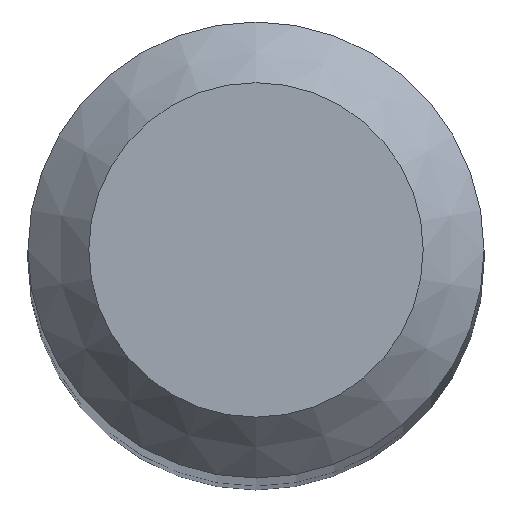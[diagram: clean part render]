
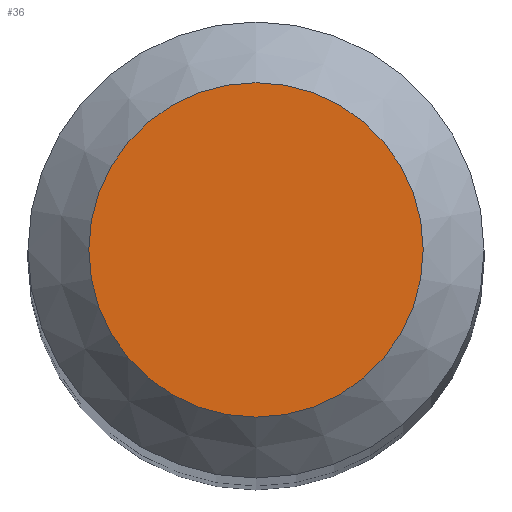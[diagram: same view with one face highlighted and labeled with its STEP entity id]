
A CAD part, top view. The second image highlights one B-rep face of the part: STEP entity #36.
In plain terms, the highlighted planar face has unit normal (0, 0, 1).
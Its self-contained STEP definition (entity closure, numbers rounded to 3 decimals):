
#10 = ORIENTED_EDGE ( 'NONE', *, *, #47, .F. ) ;
#11 = CARTESIAN_POINT ( 'NONE',  ( 0., 0., 46. ) ) ;
#23 = DIRECTION ( 'NONE',  ( 0., 0., -1. ) ) ;
#30 = EDGE_LOOP ( 'NONE', ( #10 ) ) ;
#31 = CIRCLE ( 'NONE', #75, 1.1 ) ;
#36 = ADVANCED_FACE ( 'NONE', ( #181 ), #153, .F. ) ;
#47 = EDGE_CURVE ( 'NONE', #144, #144, #31, .T. ) ;
#75 = AXIS2_PLACEMENT_3D ( 'NONE', #103, #23, #130 ) ;
#81 = CARTESIAN_POINT ( 'NONE',  ( 0., 1.1, 46. ) ) ;
#103 = CARTESIAN_POINT ( 'NONE',  ( 0., 0., 46. ) ) ;
#121 = AXIS2_PLACEMENT_3D ( 'NONE', #11, #140, #200 ) ;
#130 = DIRECTION ( 'NONE',  ( 0., 1., 0. ) ) ;
#140 = DIRECTION ( 'NONE',  ( 0., 0., -1. ) ) ;
#144 = VERTEX_POINT ( 'NONE', #81 ) ;
#153 = PLANE ( 'NONE',  #121 ) ;
#181 = FACE_OUTER_BOUND ( 'NONE', #30, .T. ) ;
#200 = DIRECTION ( 'NONE',  ( 0., 1., 0. ) ) ;
